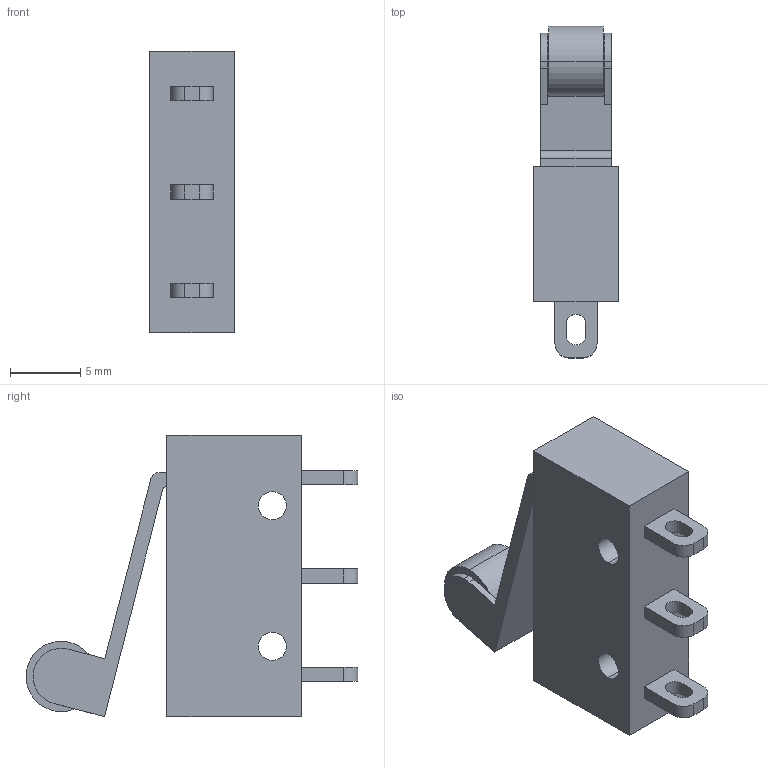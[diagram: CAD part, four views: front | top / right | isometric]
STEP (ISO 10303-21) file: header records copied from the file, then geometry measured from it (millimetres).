
FILE_DESCRIPTION (( 'STEP AP203' ), '1' );
FILE_NAME ('limit switch.STEP', '2022-05-13T21:39:51', ( '' ), ( '' ), 'SwSTEP 2.0', 'SolidWorks 2016', '' );
FILE_SCHEMA (( 'CONFIG_CONTROL_DESIGN' ));
Length unit declared in the file: millimetre
Products named in the file (1): limit switch
Bounding box: 6 x 23.62 x 20 mm (x, y, z)
Volume: 1324.1 mm3; surface area: 1285.2 mm2
Topology: 2 solids, 2 shells, 64 faces, 168 edges, 112 vertices
Faces by surface type: plane 40, cylinder 24
Entity records: 2075 total; most frequent: DIRECTION 346, CARTESIAN_POINT 345, ORIENTED_EDGE 336, EDGE_CURVE 168, LINE 120, VECTOR 120, AXIS2_PLACEMENT_3D 113, VERTEX_POINT 112
